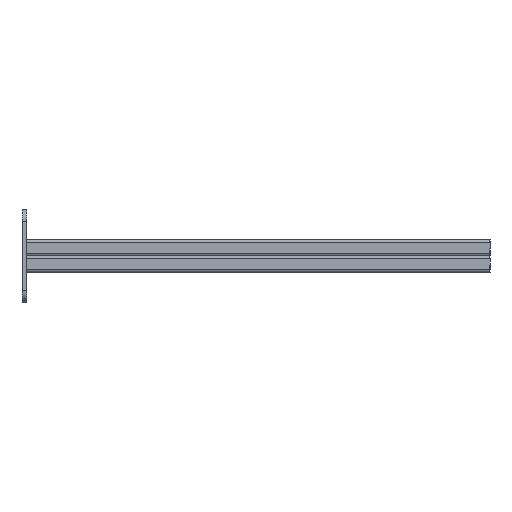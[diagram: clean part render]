
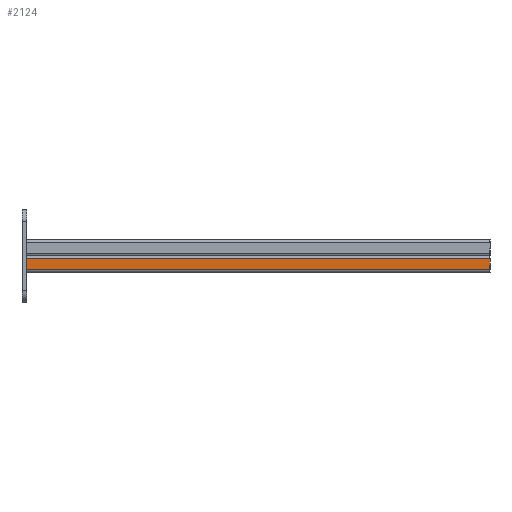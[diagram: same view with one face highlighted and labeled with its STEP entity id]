
A CAD part, left-side view. The second image highlights one B-rep face of the part: STEP entity #2124.
In plain terms, the highlighted planar face has unit normal (-1, 0, 0).
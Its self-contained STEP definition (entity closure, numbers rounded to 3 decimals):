
#414 = DIRECTION ( 'NONE',  ( -1., 0., 0. ) ) ;
#418 = DIRECTION ( 'NONE',  ( 0., 0., 1. ) ) ;
#450 = PLANE ( 'NONE',  #2267 ) ;
#452 = CARTESIAN_POINT ( 'NONE',  ( -20.5, -1500., -17.5 ) ) ;
#572 = DIRECTION ( 'NONE',  ( 0., 0., 1. ) ) ;
#578 = DIRECTION ( 'NONE',  ( 0., 1., 0. ) ) ;
#579 = CARTESIAN_POINT ( 'NONE',  ( -20.5, 300., -21. ) ) ;
#580 = CARTESIAN_POINT ( 'NONE',  ( -20.5, -1500., -3.5 ) ) ;
#581 = DIRECTION ( 'NONE',  ( 0., 1., 0. ) ) ;
#582 = CARTESIAN_POINT ( 'NONE',  ( -20.5, -1500., -17.5 ) ) ;
#583 = DIRECTION ( 'NONE',  ( 0., 0., -1. ) ) ;
#587 = CARTESIAN_POINT ( 'NONE',  ( -20.5, -300., -21. ) ) ;
#1117 = CARTESIAN_POINT ( 'NONE',  ( -20.5, 300., -3.5 ) ) ;
#1237 = CARTESIAN_POINT ( 'NONE',  ( -20.5, 300., -17.5 ) ) ;
#1238 = CARTESIAN_POINT ( 'NONE',  ( -20.5, -300., -17.5 ) ) ;
#1504 = VERTEX_POINT ( 'NONE', #3531 ) ;
#1723 = VERTEX_POINT ( 'NONE', #1238 ) ;
#1823 = VERTEX_POINT ( 'NONE', #1237 ) ;
#1982 = VERTEX_POINT ( 'NONE', #1117 ) ;
#2124 = ADVANCED_FACE ( 'NONE', ( #4662 ), #450, .T. ) ;
#2267 = AXIS2_PLACEMENT_3D ( 'NONE', #452, #414, #418 ) ;
#2414 = EDGE_CURVE ( 'NONE', #1504, #1723, #3284, .T. ) ;
#2415 = EDGE_CURVE ( 'NONE', #1723, #1823, #3282, .T. ) ;
#2416 = EDGE_CURVE ( 'NONE', #1504, #1982, #3280, .T. ) ;
#2418 = EDGE_CURVE ( 'NONE', #1823, #1982, #3276, .T. ) ;
#3274 = VECTOR ( 'NONE', #572, 1000. ) ;
#3276 = LINE ( 'NONE', #579, #3274 ) ;
#3277 = VECTOR ( 'NONE', #578, 1000. ) ;
#3279 = VECTOR ( 'NONE', #581, 1000. ) ;
#3280 = LINE ( 'NONE', #580, #3277 ) ;
#3281 = VECTOR ( 'NONE', #583, 1000. ) ;
#3282 = LINE ( 'NONE', #582, #3279 ) ;
#3284 = LINE ( 'NONE', #587, #3281 ) ;
#3531 = CARTESIAN_POINT ( 'NONE',  ( -20.5, -300., -3.5 ) ) ;
#4041 = EDGE_LOOP ( 'NONE', ( #4593, #4500, #4594, #4501 ) ) ;
#4500 = ORIENTED_EDGE ( 'NONE', *, *, #2418, .F. ) ;
#4501 = ORIENTED_EDGE ( 'NONE', *, *, #2414, .F. ) ;
#4593 = ORIENTED_EDGE ( 'NONE', *, *, #2416, .T. ) ;
#4594 = ORIENTED_EDGE ( 'NONE', *, *, #2415, .F. ) ;
#4662 = FACE_OUTER_BOUND ( 'NONE', #4041, .T. ) ;
